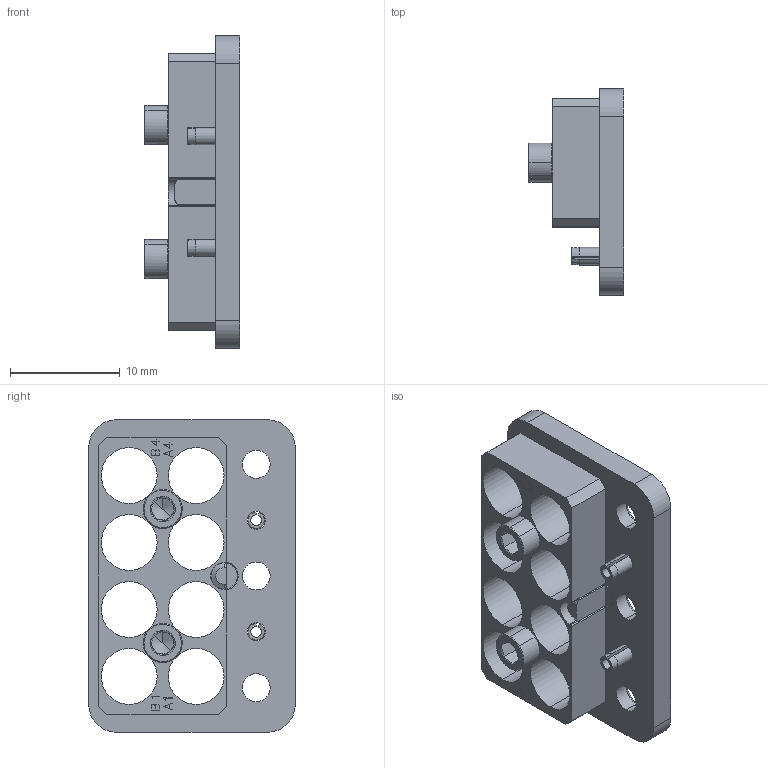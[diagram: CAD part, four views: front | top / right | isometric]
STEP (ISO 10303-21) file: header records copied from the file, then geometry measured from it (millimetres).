
FILE_DESCRIPTION (( 'STEP AP214' ), '1' );
FILE_NAME ('FMCN1538_3D.STEP', '2022-10-05T17:18:27', ( '' ), ( '' ), 'SwSTEP 2.0', 'SolidWorks 2021', '' );
FILE_SCHEMA (( 'AUTOMOTIVE_DESIGN' ));
Length unit declared in the file: inch
Products named in the file (1): FMCN1538_3D
Bounding box: 8.71 x 18.8 x 28.45 mm (x, y, z)
Volume: 1348.8 mm3; surface area: 2767.8 mm2
Topology: 7 solids, 7 shells, 621 faces, 1639 edges, 1063 vertices
Faces by surface type: plane 375, cylinder 149, cone 79, bspline 18
Entity records: 26955 total; most frequent: CARTESIAN_POINT 11893, ORIENTED_EDGE 3262, DIRECTION 2861, EDGE_CURVE 1631, VECTOR 1139, LINE 1139, VERTEX_POINT 1063, AXIS2_PLACEMENT_3D 861
